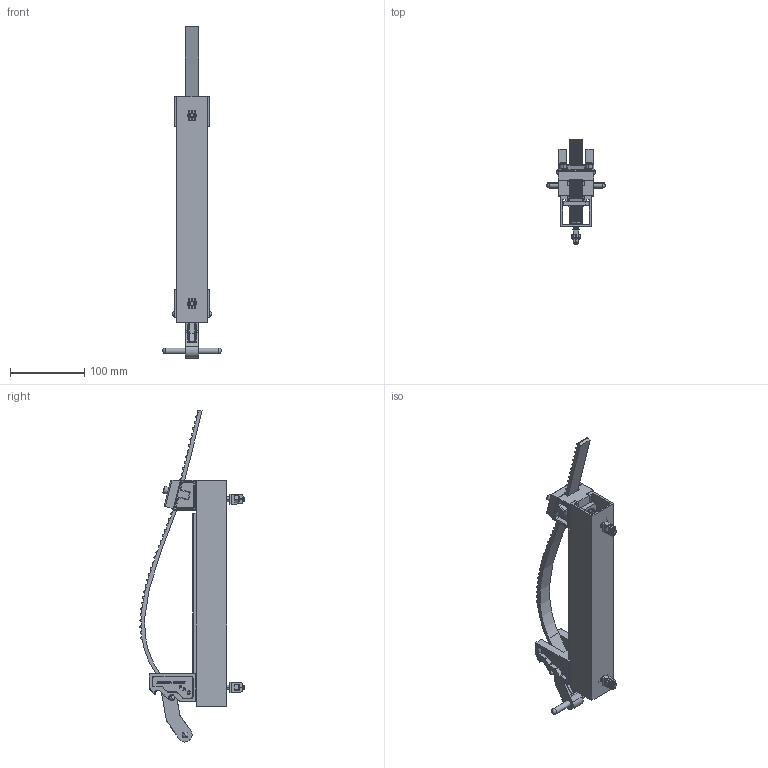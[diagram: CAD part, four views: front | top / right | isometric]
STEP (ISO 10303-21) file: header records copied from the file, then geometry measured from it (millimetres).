
FILE_DESCRIPTION (( 'STEP AP203' ), '1' );
FILE_NAME ('K5006-1.STEP', '2014-08-29T18:13:45', ( 'jgonzalez' ), ( '' ), 'SwSTEP 2.0', 'SolidWorks 2014', '' );
FILE_SCHEMA (( 'CONFIG_CONTROL_DESIGN' ));
Length unit declared in the file: inch
Products named in the file (16): 7029; 2011; K5006-1; 1006-3; 2020-12; 2003; 2038_HBOLT 0.2500-20x1x1-N; 2004; 2069LN_MSHXNUT 0.250-20-S-N; 2005; 2035_10" apart; 2002_HX-SHCS 0.25-20x0.75x0.75-N; 2049; 2018_compressed; 7016; 2008 - IN USE
Assembly tree (24 placements, depth 3):
  K5006-1
    2003
    2004
    2005
    2002_HX-SHCS 0.25-20x0.75x0.75-N  x4
    2018_compressed  x2
    2008 - IN USE
    2011  x2
    1006-3
    2020-12
    2035_10" apart
      2038_HBOLT 0.2500-20x1x1-N  x2
      2069LN_MSHXNUT 0.250-20-S-N  x2
    7029
      2049  x2
      7016  x2
Bounding box: 78.89 x 140.63 x 448.07 mm (x, y, z)
Volume: 393864.2 mm3; surface area: 204007.2 mm2
Topology: 27 solids, 27 shells, 1587 faces, 3934 edges, 2421 vertices
Faces by surface type: plane 572, cylinder 433, cone 296, bspline 138, torus 128, sphere 20
Entity records: 44798 total; most frequent: CARTESIAN_POINT 14378, ORIENTED_EDGE 6002, DIRECTION 5924, EDGE_CURVE 3001, AXIS2_PLACEMENT_3D 2149, VERTEX_POINT 1875, LINE 1626, VECTOR 1626
